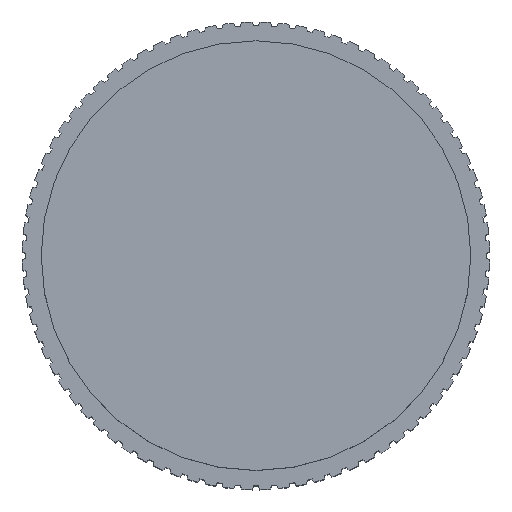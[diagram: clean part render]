
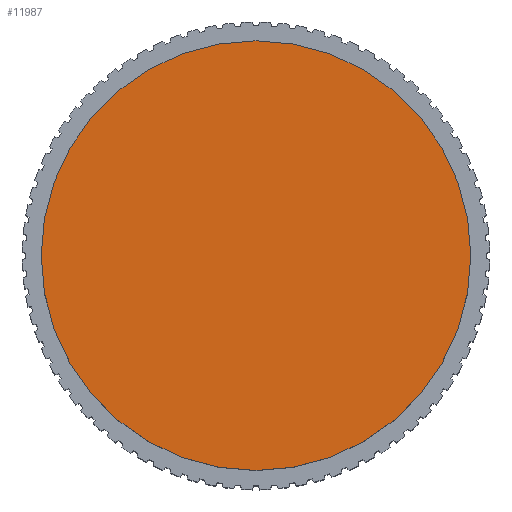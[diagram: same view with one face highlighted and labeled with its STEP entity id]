
A CAD part, top view. The second image highlights one B-rep face of the part: STEP entity #11987.
In plain terms, the highlighted planar face has unit normal (0, 0, 1).
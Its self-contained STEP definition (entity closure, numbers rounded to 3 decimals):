
#599 = PLANE ( 'NONE',  #10760 ) ;
#645 = DIRECTION ( 'NONE',  ( 0., 0., 1. ) ) ;
#729 = DIRECTION ( 'NONE',  ( 0., 0., 1. ) ) ;
#1001 = AXIS2_PLACEMENT_3D ( 'NONE', #10151, #729, #3772 ) ;
#1304 = ORIENTED_EDGE ( 'NONE', *, *, #2281, .T. ) ;
#2281 = EDGE_CURVE ( 'NONE', #9923, #10326, #7199, .T. ) ;
#3126 = EDGE_CURVE ( 'NONE', #10326, #9923, #10624, .T. ) ;
#3257 = DIRECTION ( 'NONE',  ( 1., 0., 0. ) ) ;
#3772 = DIRECTION ( 'NONE',  ( 1., 0., 0. ) ) ;
#5794 = AXIS2_PLACEMENT_3D ( 'NONE', #6413, #10595, #3257 ) ;
#5842 = CARTESIAN_POINT ( 'NONE',  ( 0., 0., 76.2 ) ) ;
#6275 = CARTESIAN_POINT ( 'NONE',  ( 21., 0., 76.2 ) ) ;
#6413 = CARTESIAN_POINT ( 'NONE',  ( 0., 0., 76.2 ) ) ;
#7199 = CIRCLE ( 'NONE', #5794, 21. ) ;
#7842 = DIRECTION ( 'NONE',  ( 1., 0., 0. ) ) ;
#9923 = VERTEX_POINT ( 'NONE', #6275 ) ;
#10151 = CARTESIAN_POINT ( 'NONE',  ( 0., 0., 76.2 ) ) ;
#10326 = VERTEX_POINT ( 'NONE', #10940 ) ;
#10595 = DIRECTION ( 'NONE',  ( 0., 0., 1. ) ) ;
#10624 = CIRCLE ( 'NONE', #1001, 21. ) ;
#10760 = AXIS2_PLACEMENT_3D ( 'NONE', #5842, #645, #7842 ) ;
#10822 = FACE_OUTER_BOUND ( 'NONE', #11194, .T. ) ;
#10940 = CARTESIAN_POINT ( 'NONE',  ( -21., 0., 76.2 ) ) ;
#11194 = EDGE_LOOP ( 'NONE', ( #1304, #12208 ) ) ;
#11987 = ADVANCED_FACE ( 'NONE', ( #10822 ), #599, .T. ) ;
#12208 = ORIENTED_EDGE ( 'NONE', *, *, #3126, .T. ) ;
